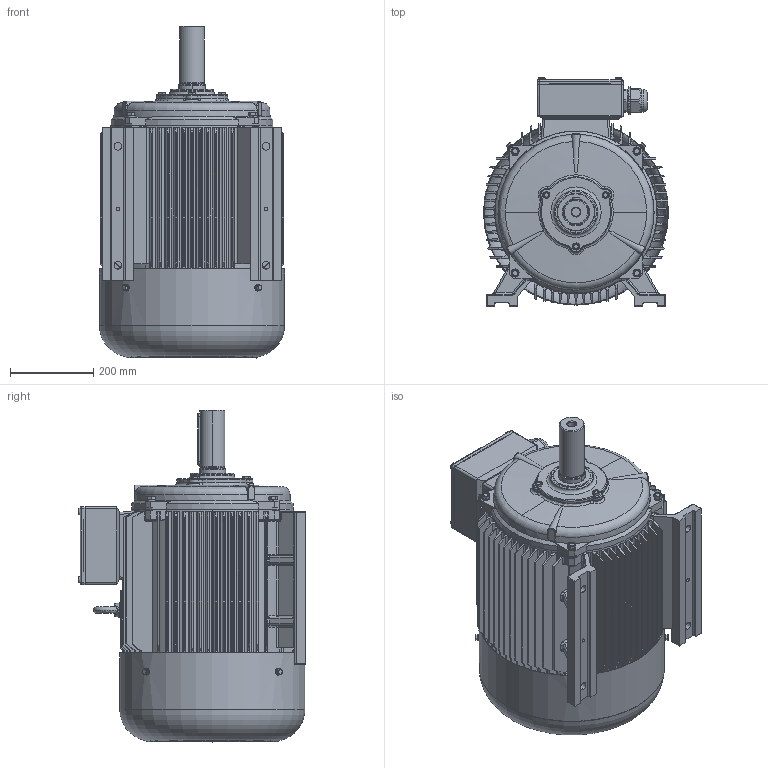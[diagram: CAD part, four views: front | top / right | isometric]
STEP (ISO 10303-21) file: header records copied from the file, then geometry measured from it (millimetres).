
FILE_DESCRIPTION(/* description */ (''),/* implementation_level */ '2;1');
FILE_NAME(/* name */ 'JM3-225S-4.8-B3.stp',/* time_stamp */ '2016-07-02T13:12:16+08:00',/* author */ (''),/* organization */ (''),/* preprocessor_version */ 'ST-DEVELOPER v15',/* originating_system */ 'SIEMENS PLM Software NX 8.5',/* authorisation */ '');
FILE_SCHEMA (('AUTOMOTIVE_DESIGN { 1 0 10303 214 3 1 1 1 }'));
Length unit declared in the file: millimetre
Products named in the file (1): pc08107077o1pm
Bounding box: 445 x 547.8 x 797.99 mm (x, y, z)
Volume: 18909756 mm3; surface area: 4710249 mm2
Topology: 56 solids, 56 shells, 4561 faces, 12405 edges, 8083 vertices
Faces by surface type: plane 3023, cylinder 886, bspline 260, cone 180, torus 171, sphere 41
Full cylindrical faces by diameter (mm): 7.188 x4, 8 x8, 8.4 x4, 9.026 x6, 10 x6, 10.863 x8, 11.2 x6, 11.5 x1, 12 x14, 12.6 x8, 16 x4, 20 x1, 34.375 x2, 40.625 x4, 48.438 x12, 50 x4, 51.562 x12, 53.906 x2, 55 x1, 58 x3, 65 x4, 66.406 x2, 78 x2, 85 x2, 90 x2, 105 x2, 130 x2, 140 x2, 230 x1, 442 x1
Entity records: 168844 total; most frequent: CARTESIAN_POINT 43964, ORIENTED_EDGE 23974, DIRECTION 21493, EDGE_CURVE 11987, LINE 8579, VECTOR 8579, VERTEX_POINT 7965, AXIS2_PLACEMENT_3D 6457
